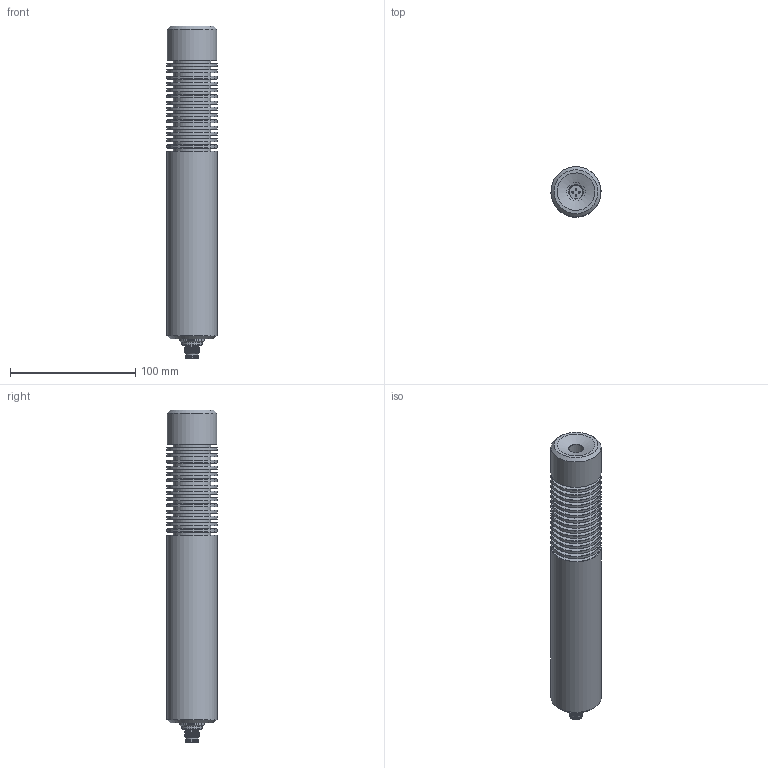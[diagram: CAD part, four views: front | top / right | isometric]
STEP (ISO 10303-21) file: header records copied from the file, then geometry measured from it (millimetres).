
FILE_DESCRIPTION(/* description */ (''),/* implementation_level */ '2;1');
FILE_SCHEMA (('AUTOMOTIVE_DESIGN { 1 0 10303 214 3 1 1 }'));
Length unit declared in the file: millimetre
Products named in the file (5): lwpro40; back_40mm_heatsink_rev5_m12x1; front_40mm_heatsink_rev5; m12_4p_realthread; plastic_connector_holder_m12
Assembly tree (4 placements, depth 2):
  lwpro40
    back_40mm_heatsink_rev5_m12x1
    front_40mm_heatsink_rev5
    m12_4p_realthread
    plastic_connector_holder_m12
Bounding box: 39.97 x 39.97 x 265.3 mm (x, y, z)
Volume: 242917.9 mm3; surface area: 64923.6 mm2
Topology: 4 solids, 4 shells, 205 faces, 468 edges, 309 vertices
Faces by surface type: cylinder 76, cone 56, plane 50, torus 16, sphere 4, bspline 3
Full cylindrical faces by diameter (mm): 0.75 x4, 1 x4, 1.5 x4, 10 x1, 10.4 x3, 10.8 x1, 10.917 x1, 11.5 x1, 12 x4, 16 x2, 16.1 x1, 16.5 x1, 16.918 x1, 17.459 x2, 18 x3, 18.4 x1, 20 x1, 23 x1, 27 x1, 30 x15, 40 x16
Entity records: 7536 total; most frequent: CARTESIAN_POINT 2345, DIRECTION 1143, ORIENTED_EDGE 920, AXIS2_PLACEMENT_3D 504, EDGE_CURVE 460, VERTEX_POINT 309, CIRCLE 292, EDGE_LOOP 257
